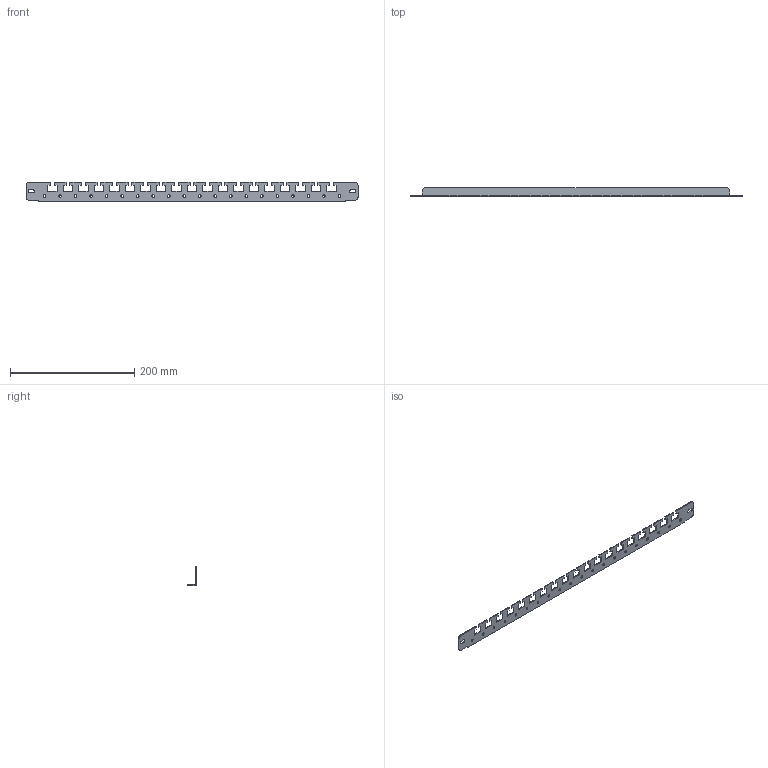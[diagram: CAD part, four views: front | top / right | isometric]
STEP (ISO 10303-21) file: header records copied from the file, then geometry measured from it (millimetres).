
FILE_DESCRIPTION (( 'STEP AP203' ), '1' );
FILE_NAME ('TI-00D-RTD-060 TITAN Ðåéêà äâåðè ïîïåðå÷íàÿ 600 (2øò. êîìïë) IEK.STEP', '2024-09-11T08:25:30', ( '' ), ( '' ), 'SwSTEP 2.0', 'SolidWorks 2022', '' );
FILE_SCHEMA (( 'CONFIG_CONTROL_DESIGN' ));
Length unit declared in the file: millimetre
Products named in the file (1): TI-00D-RTD-060 TITAN Рейка двери поперечная 600 (2шт. компл) IEK
Bounding box: 535 x 14 x 32 mm (x, y, z)
Volume: 29083.4 mm3; surface area: 42338.1 mm2
Topology: 1 solids, 1 shells, 198 faces, 588 edges, 392 vertices
Faces by surface type: plane 168, cylinder 30
Full cylindrical faces by diameter (mm): 4.2 x20
Entity records: 6617 total; most frequent: CARTESIAN_POINT 1159, ORIENTED_EDGE 1136, DIRECTION 1026, EDGE_CURVE 568, VECTOR 508, LINE 508, VERTEX_POINT 392, EDGE_LOOP 262
